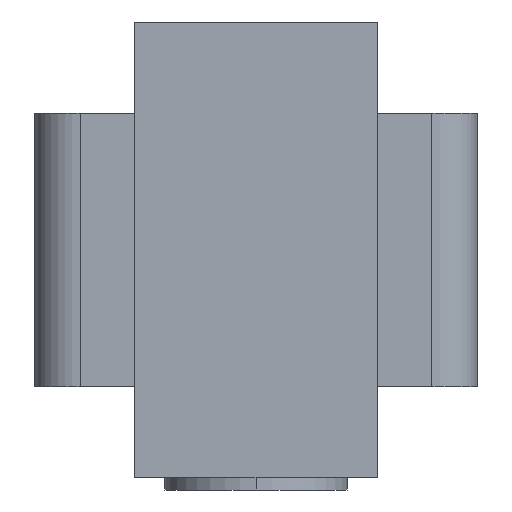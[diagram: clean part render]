
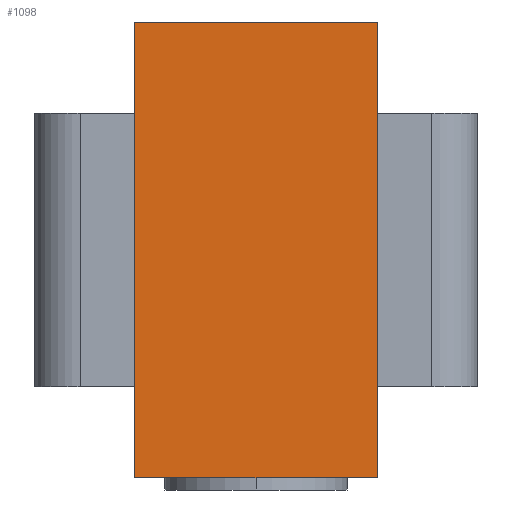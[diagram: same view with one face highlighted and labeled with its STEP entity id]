
A CAD part, left-side view. The second image highlights one B-rep face of the part: STEP entity #1098.
In plain terms, the highlighted planar face has unit normal (-1, 0, 0).
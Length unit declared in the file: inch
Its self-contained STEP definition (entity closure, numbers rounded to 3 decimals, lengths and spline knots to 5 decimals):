
#12 = ORIENTED_EDGE ( 'NONE', *, *, #1178, .F. ) ;
#25 = CARTESIAN_POINT ( 'NONE',  ( 0.06953, -0.53323, 1.925 ) ) ;
#45 = ORIENTED_EDGE ( 'NONE', *, *, #841, .T. ) ;
#72 = LINE ( 'NONE', #659, #170 ) ;
#150 = CARTESIAN_POINT ( 'NONE',  ( 0.06953, -0.40823, 0.05 ) ) ;
#156 = CARTESIAN_POINT ( 'NONE',  ( 0.06953, 0.46677, 0.05 ) ) ;
#170 = VECTOR ( 'NONE', #574, 39.37008 ) ;
#198 = DIRECTION ( 'NONE',  ( 0., 0., -1. ) ) ;
#266 = EDGE_CURVE ( 'NONE', #831, #1012, #948, .T. ) ;
#283 = DIRECTION ( 'NONE',  ( 0., 1., 0. ) ) ;
#284 = ORIENTED_EDGE ( 'NONE', *, *, #1219, .T. ) ;
#289 = CARTESIAN_POINT ( 'NONE',  ( 0.06953, 0.46677, 0.05 ) ) ;
#307 = EDGE_CURVE ( 'NONE', #796, #1012, #775, .T. ) ;
#341 = CARTESIAN_POINT ( 'NONE',  ( 0.06953, 0.46677, 1.925 ) ) ;
#356 = VECTOR ( 'NONE', #198, 39.37008 ) ;
#366 = ORIENTED_EDGE ( 'NONE', *, *, #266, .F. ) ;
#386 = CARTESIAN_POINT ( 'NONE',  ( 0.06953, 0.46677, 0.05 ) ) ;
#405 = ORIENTED_EDGE ( 'NONE', *, *, #307, .T. ) ;
#454 = VECTOR ( 'NONE', #1133, 39.37008 ) ;
#465 = LINE ( 'NONE', #386, #1102 ) ;
#468 = DIRECTION ( 'NONE',  ( 0., -1., 0. ) ) ;
#556 = VERTEX_POINT ( 'NONE', #1029 ) ;
#558 = DIRECTION ( 'NONE',  ( 1., 0., 0. ) ) ;
#574 = DIRECTION ( 'NONE',  ( 0., -1., 0. ) ) ;
#580 = DIRECTION ( 'NONE',  ( 0., -1., 0. ) ) ;
#610 = CARTESIAN_POINT ( 'NONE',  ( 0.06953, -0.53323, 0.05 ) ) ;
#642 = CARTESIAN_POINT ( 'NONE',  ( 0.06953, 0.46677, 1.925 ) ) ;
#659 = CARTESIAN_POINT ( 'NONE',  ( 0.06953, 0.46677, 1.925 ) ) ;
#722 = VERTEX_POINT ( 'NONE', #341 ) ;
#745 = EDGE_CURVE ( 'NONE', #556, #796, #996, .T. ) ;
#768 = VECTOR ( 'NONE', #580, 39.37008 ) ;
#775 = LINE ( 'NONE', #1148, #768 ) ;
#796 = VERTEX_POINT ( 'NONE', #150 ) ;
#831 = VERTEX_POINT ( 'NONE', #839 ) ;
#839 = CARTESIAN_POINT ( 'NONE',  ( 0.06953, -0.53323, 1.925 ) ) ;
#841 = EDGE_CURVE ( 'NONE', #722, #1137, #1114, .T. ) ;
#875 = ORIENTED_EDGE ( 'NONE', *, *, #745, .T. ) ;
#935 = DIRECTION ( 'NONE',  ( 0., -1., 0. ) ) ;
#948 = LINE ( 'NONE', #25, #356 ) ;
#996 = LINE ( 'NONE', #156, #1207 ) ;
#1012 = VERTEX_POINT ( 'NONE', #610 ) ;
#1019 = FACE_OUTER_BOUND ( 'NONE', #1177, .T. ) ;
#1029 = CARTESIAN_POINT ( 'NONE',  ( 0.06953, 0.34177, 0.05 ) ) ;
#1031 = CARTESIAN_POINT ( 'NONE',  ( 0.06953, 0.46677, 1.925 ) ) ;
#1098 = ADVANCED_FACE ( 'NONE', ( #1019 ), #1230, .F. ) ;
#1102 = VECTOR ( 'NONE', #935, 39.37008 ) ;
#1114 = LINE ( 'NONE', #642, #454 ) ;
#1133 = DIRECTION ( 'NONE',  ( 0., 0., -1. ) ) ;
#1137 = VERTEX_POINT ( 'NONE', #289 ) ;
#1148 = CARTESIAN_POINT ( 'NONE',  ( 0.06953, 0.46677, 0.05 ) ) ;
#1177 = EDGE_LOOP ( 'NONE', ( #284, #875, #405, #366, #12, #45 ) ) ;
#1178 = EDGE_CURVE ( 'NONE', #722, #831, #72, .T. ) ;
#1203 = AXIS2_PLACEMENT_3D ( 'NONE', #1031, #558, #283 ) ;
#1207 = VECTOR ( 'NONE', #468, 39.37008 ) ;
#1219 = EDGE_CURVE ( 'NONE', #1137, #556, #465, .T. ) ;
#1230 = PLANE ( 'NONE',  #1203 ) ;
